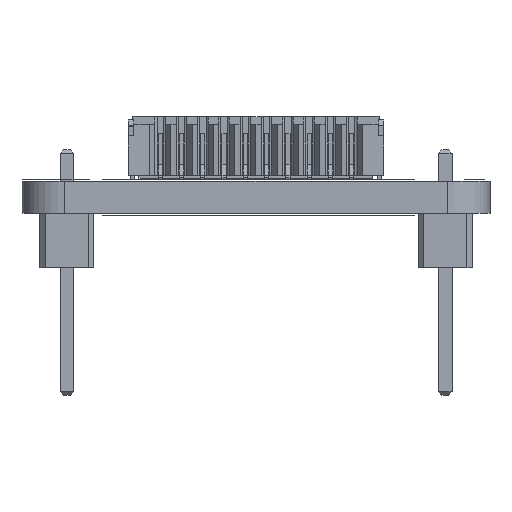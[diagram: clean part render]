
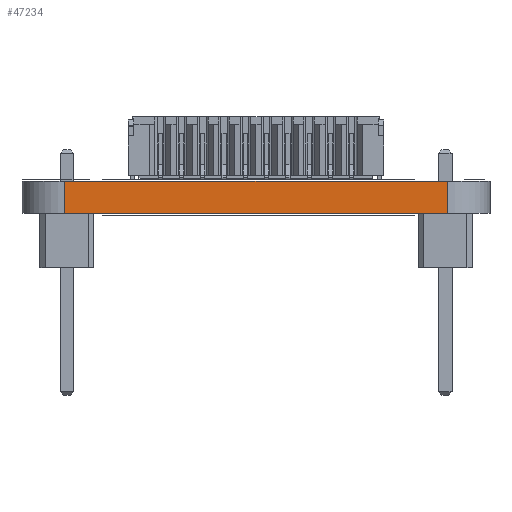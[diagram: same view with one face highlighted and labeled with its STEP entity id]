
A CAD part, left-side view. The second image highlights one B-rep face of the part: STEP entity #47234.
In plain terms, the highlighted planar face has unit normal (-1, 0, 0).
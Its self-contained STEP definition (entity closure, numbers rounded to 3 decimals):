
#46575 = VERTEX_POINT('',#46576);
#46576 = CARTESIAN_POINT('',(-11.002,9.,0.));
#46583 = EDGE_CURVE('',#46584,#46575,#46586,.T.);
#46584 = VERTEX_POINT('',#46585);
#46585 = CARTESIAN_POINT('',(-11.002,-9.,0.));
#46586 = LINE('',#46587,#46588);
#46587 = CARTESIAN_POINT('',(-11.002,-9.,0.));
#46588 = VECTOR('',#46589,1.);
#46589 = DIRECTION('',(0.,1.,0.));
#46891 = VERTEX_POINT('',#46892);
#46892 = CARTESIAN_POINT('',(-11.002,9.,1.51));
#46899 = EDGE_CURVE('',#46900,#46891,#46902,.T.);
#46900 = VERTEX_POINT('',#46901);
#46901 = CARTESIAN_POINT('',(-11.002,-9.,1.51));
#46902 = LINE('',#46903,#46904);
#46903 = CARTESIAN_POINT('',(-11.002,-9.,1.51));
#46904 = VECTOR('',#46905,1.);
#46905 = DIRECTION('',(0.,1.,0.));
#47204 = EDGE_CURVE('',#46575,#46891,#47205,.T.);
#47205 = LINE('',#47206,#47207);
#47206 = CARTESIAN_POINT('',(-11.002,9.,0.));
#47207 = VECTOR('',#47208,1.);
#47208 = DIRECTION('',(0.,0.,1.));
#47234 = ADVANCED_FACE('',(#47235),#47246,.T.);
#47235 = FACE_BOUND('',#47236,.T.);
#47236 = EDGE_LOOP('',(#47237,#47243,#47244,#47245));
#47237 = ORIENTED_EDGE('',*,*,#47238,.T.);
#47238 = EDGE_CURVE('',#46584,#46900,#47239,.T.);
#47239 = LINE('',#47240,#47241);
#47240 = CARTESIAN_POINT('',(-11.002,-9.,0.));
#47241 = VECTOR('',#47242,1.);
#47242 = DIRECTION('',(0.,0.,1.));
#47243 = ORIENTED_EDGE('',*,*,#46899,.T.);
#47244 = ORIENTED_EDGE('',*,*,#47204,.F.);
#47245 = ORIENTED_EDGE('',*,*,#46583,.F.);
#47246 = PLANE('',#47247);
#47247 = AXIS2_PLACEMENT_3D('',#47248,#47249,#47250);
#47248 = CARTESIAN_POINT('',(-11.002,-9.,0.));
#47249 = DIRECTION('',(-1.,0.,0.));
#47250 = DIRECTION('',(0.,1.,0.));
